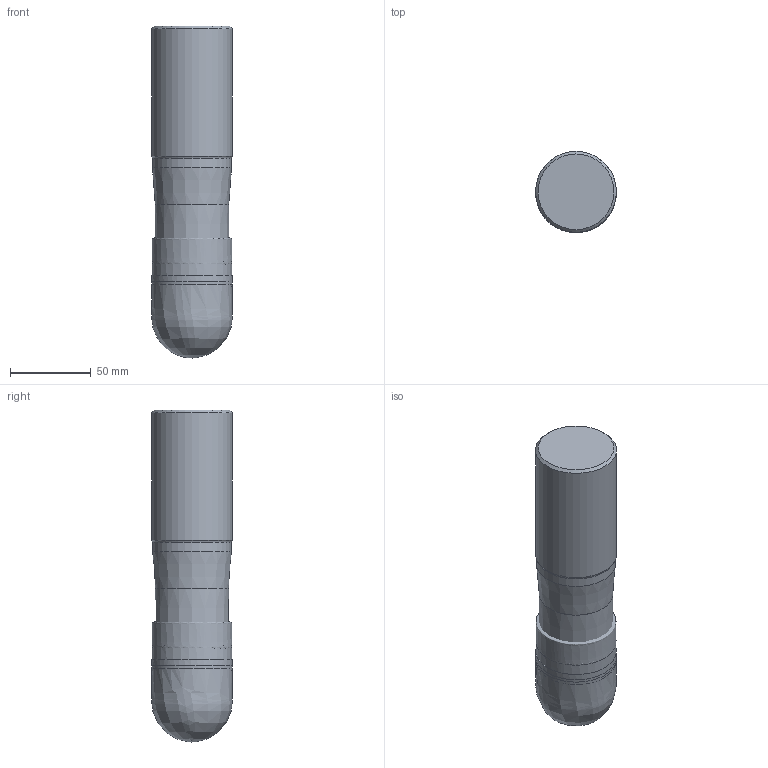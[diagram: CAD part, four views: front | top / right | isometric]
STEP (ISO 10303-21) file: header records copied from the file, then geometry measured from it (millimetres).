
FILE_DESCRIPTION(/* description */ (''),/* implementation_level */ '2;1');
FILE_NAME(/* name */ '1582707357769.stp',/* time_stamp */ '2020-02-26T14:26:08+06:00',/* author */ (''),/* organization */ ('SMS'),/* preprocessor_version */ 'ST-DEVELOPER v16.7',/* originating_system */ 'SIEMENS PLM Software NX 12.0',/* authorisation */ '');
FILE_SCHEMA (('AUTOMOTIVE_DESIGN { 1 0 10303 214 3 1 1 1 }'));
Length unit declared in the file: millimetre
Products named in the file (5): ASSEMBLY_CONSTRUCTION; 202381870mod000_00; 202039781mod000_00; 202388510mod000_00; 202388511mod000_00
Assembly tree (5 placements, depth 2):
  202388511mod000_00
    202388510mod000_00
    202039781mod000_00
    202381870mod000_00  x2
    ASSEMBLY_CONSTRUCTION
Bounding box: 50.17 x 50.17 x 206 mm (x, y, z)
Volume: 465150 mm3; surface area: 56469.7 mm2
Topology: 4 solids, 4 shells, 27 faces, 57 edges, 49 vertices
Faces by surface type: cone 8, bspline 8, cylinder 4, plane 3, sphere 3, torus 1
Full cylindrical faces by diameter (mm): 45.2 x1, 45.598 x1, 49 x1, 50.175 x1
Entity records: 20465 total; most frequent: CARTESIAN_POINT 19752, DIRECTION 112, AXIS2_PLACEMENT_3D 56, EDGE_LOOP 48, ORIENTED_EDGE 48, FACE_BOUND 47, STYLED_ITEM 33, PRESENTATION_STYLE_ASSIGNMENT 33
